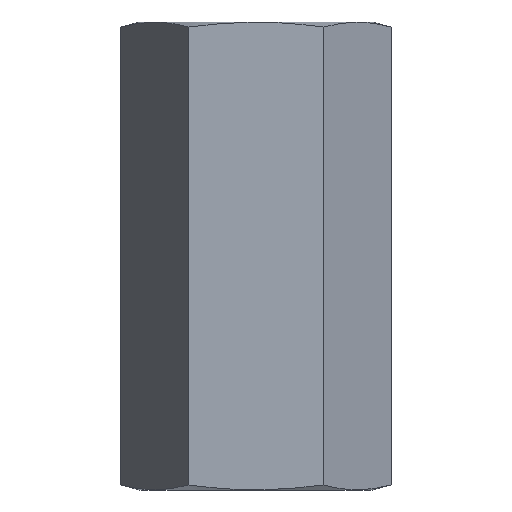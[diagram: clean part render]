
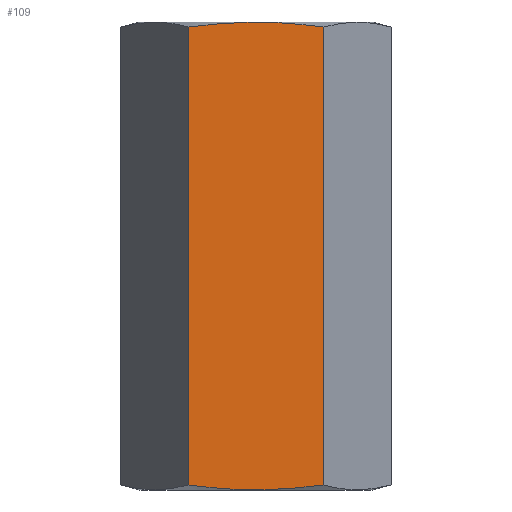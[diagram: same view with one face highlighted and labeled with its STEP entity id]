
A CAD part, front view. The second image highlights one B-rep face of the part: STEP entity #109.
In plain terms, the highlighted planar face has unit normal (0, -1, 0).
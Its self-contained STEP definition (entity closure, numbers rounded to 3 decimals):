
#109=ADVANCED_FACE('',(#291),#292,.T.);
#127=EDGE_CURVE('',#267,#145,#311,.T.);
#145=VERTEX_POINT('',#330);
#151=VERTEX_POINT('',#338);
#201=VERTEX_POINT('',#394);
#213=EDGE_CURVE('',#151,#267,#406,.T.);
#215=EDGE_CURVE('',#145,#201,#408,.T.);
#261=EDGE_CURVE('',#201,#151,#462,.T.);
#267=VERTEX_POINT('',#469);
#291=FACE_OUTER_BOUND('',#484,.T.);
#292=PLANE('',#485);
#311=(B_SPLINE_CURVE(2,(#520,#521,#522),.UNSPECIFIED.,.F.,.F.)B_SPLINE_CURVE_WITH_KNOTS((3,3),(0.0,13.886),.UNSPECIFIED.)RATIONAL_B_SPLINE_CURVE((1.0,1.155,1.0))BOUNDED_CURVE()REPRESENTATION_ITEM('')GEOMETRIC_REPRESENTATION_ITEM()CURVE());
#330=CARTESIAN_POINT('',(6.925,-11.994,-0.52));
#338=CARTESIAN_POINT('',(-6.925,-11.994,-47.48));
#394=CARTESIAN_POINT('',(6.925,-11.994,-47.48));
#406=LINE('',#708,#709);
#408=LINE('',#712,#713);
#462=(B_SPLINE_CURVE(2,(#806,#807,#808),.UNSPECIFIED.,.F.,.F.)B_SPLINE_CURVE_WITH_KNOTS((3,3),(0.0,13.886),.UNSPECIFIED.)RATIONAL_B_SPLINE_CURVE((1.0,1.155,1.0))BOUNDED_CURVE()REPRESENTATION_ITEM('')GEOMETRIC_REPRESENTATION_ITEM()CURVE());
#469=CARTESIAN_POINT('',(-6.925,-11.994,-0.52));
#484=EDGE_LOOP('',(#834,#835,#836,#837));
#485=AXIS2_PLACEMENT_3D('',#838,#839,#840);
#520=CARTESIAN_POINT('',(-6.925,-11.994,-0.52));
#521=CARTESIAN_POINT('',(0.,-11.994,0.408));
#522=CARTESIAN_POINT('',(6.925,-11.994,-0.52));
#708=CARTESIAN_POINT('',(-6.925,-11.994,-24.));
#709=VECTOR('',#951,1.0);
#712=CARTESIAN_POINT('',(6.925,-11.994,-24.));
#713=VECTOR('',#952,1.0);
#806=CARTESIAN_POINT('',(6.925,-11.994,-47.48));
#807=CARTESIAN_POINT('',(0.,-11.994,-48.408));
#808=CARTESIAN_POINT('',(-6.925,-11.994,-47.48));
#834=ORIENTED_EDGE('',*,*,#127,.F.);
#835=ORIENTED_EDGE('',*,*,#213,.F.);
#836=ORIENTED_EDGE('',*,*,#261,.F.);
#837=ORIENTED_EDGE('',*,*,#215,.F.);
#838=CARTESIAN_POINT('',(6.925,-11.994,-48.));
#839=DIRECTION('',(0.0,-1.0,0.0));
#840=DIRECTION('',(0.0,0.0,1.0));
#951=DIRECTION('',(0.0,0.0,1.0));
#952=DIRECTION('',(0.0,0.0,-1.0));
